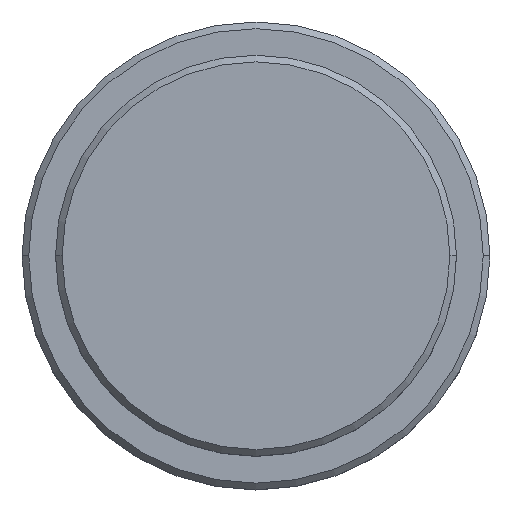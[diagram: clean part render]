
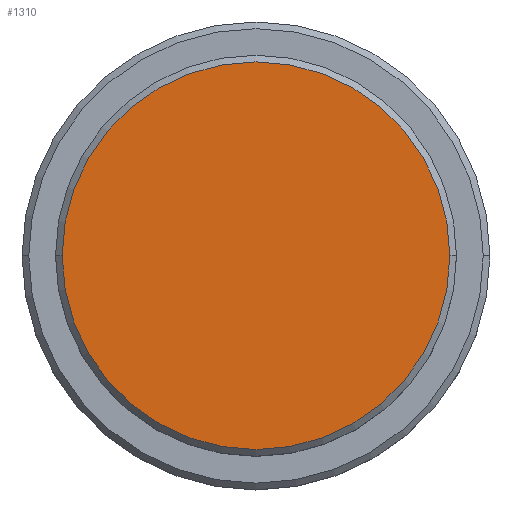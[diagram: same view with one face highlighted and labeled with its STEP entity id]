
A CAD part, top view. The second image highlights one B-rep face of the part: STEP entity #1310.
In plain terms, the highlighted planar face has unit normal (0, 0, 1).
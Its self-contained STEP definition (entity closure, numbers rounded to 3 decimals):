
#9 = DIRECTION ( 'NONE',  ( 0., 0., 1. ) ) ;
#78 = EDGE_CURVE ( 'NONE', #98, #1369, #1379, .T. ) ;
#97 = EDGE_CURVE ( 'NONE', #1369, #98, #222, .T. ) ;
#98 = VERTEX_POINT ( 'NONE', #269 ) ;
#127 = CARTESIAN_POINT ( 'NONE',  ( 0., 0., 0. ) ) ;
#136 = FACE_OUTER_BOUND ( 'NONE', #641, .T. ) ;
#222 = CIRCLE ( 'NONE', #963, 14.5 ) ;
#230 = CARTESIAN_POINT ( 'NONE',  ( 0., 0., 0. ) ) ;
#269 = CARTESIAN_POINT ( 'NONE',  ( 14.5, 0., 0. ) ) ;
#324 = DIRECTION ( 'NONE',  ( 0., 0., 1. ) ) ;
#521 = ORIENTED_EDGE ( 'NONE', *, *, #97, .T. ) ;
#540 = AXIS2_PLACEMENT_3D ( 'NONE', #127, #324, #1110 ) ;
#581 = DIRECTION ( 'NONE',  ( 0., 0., 1. ) ) ;
#616 = ORIENTED_EDGE ( 'NONE', *, *, #78, .T. ) ;
#641 = EDGE_LOOP ( 'NONE', ( #521, #616 ) ) ;
#695 = DIRECTION ( 'NONE',  ( 1., 0., 0. ) ) ;
#697 = AXIS2_PLACEMENT_3D ( 'NONE', #230, #9, #1210 ) ;
#710 = CARTESIAN_POINT ( 'NONE',  ( 0., 0., 0. ) ) ;
#963 = AXIS2_PLACEMENT_3D ( 'NONE', #710, #581, #695 ) ;
#972 = PLANE ( 'NONE',  #540 ) ;
#1110 = DIRECTION ( 'NONE',  ( 1., 0., 0. ) ) ;
#1205 = CARTESIAN_POINT ( 'NONE',  ( -14.5, 0., 0. ) ) ;
#1210 = DIRECTION ( 'NONE',  ( 1., 0., 0. ) ) ;
#1310 = ADVANCED_FACE ( 'NONE', ( #136 ), #972, .T. ) ;
#1369 = VERTEX_POINT ( 'NONE', #1205 ) ;
#1379 = CIRCLE ( 'NONE', #697, 14.5 ) ;
